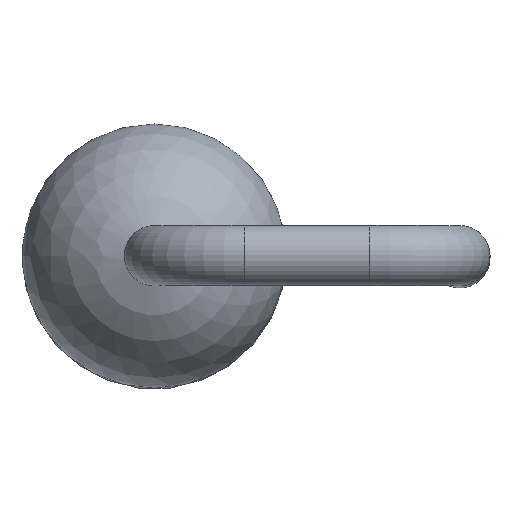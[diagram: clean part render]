
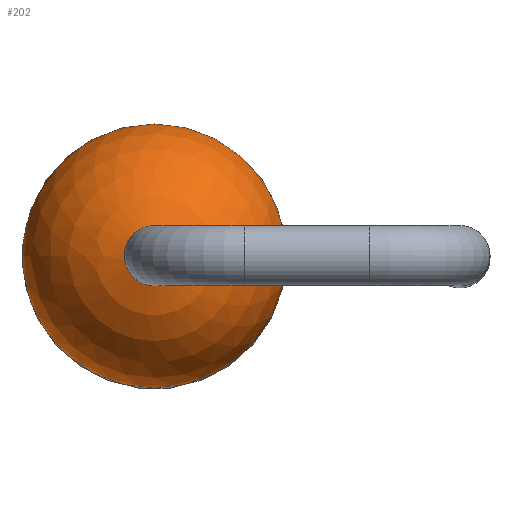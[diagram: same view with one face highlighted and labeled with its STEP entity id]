
A CAD part, top view. The second image highlights one B-rep face of the part: STEP entity #202.
In plain terms, the highlighted spherical face has radius 1.1 mm.
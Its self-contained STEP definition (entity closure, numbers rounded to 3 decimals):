
#17=SPHERICAL_SURFACE('',#239,1.1);
#37=FACE_OUTER_BOUND('',#50,.T.);
#50=EDGE_LOOP('',(#149,#150,#151,#152,#153));
#66=CIRCLE('',#236,1.047);
#68=CIRCLE('',#238,1.047);
#69=CIRCLE('',#240,0.25);
#70=CIRCLE('',#241,1.1);
#88=VERTEX_POINT('',#361);
#89=VERTEX_POINT('',#362);
#90=VERTEX_POINT('',#367);
#109=EDGE_CURVE('',#88,#89,#66,.T.);
#111=EDGE_CURVE('',#89,#88,#68,.T.);
#112=EDGE_CURVE('',#90,#90,#69,.T.);
#113=EDGE_CURVE('',#90,#88,#70,.T.);
#149=ORIENTED_EDGE('',*,*,#112,.T.);
#150=ORIENTED_EDGE('',*,*,#113,.T.);
#151=ORIENTED_EDGE('',*,*,#111,.F.);
#152=ORIENTED_EDGE('',*,*,#109,.F.);
#153=ORIENTED_EDGE('',*,*,#113,.F.);
#202=ADVANCED_FACE('',(#37),#17,.T.);
#236=AXIS2_PLACEMENT_3D('',#363,#287,#288);
#238=AXIS2_PLACEMENT_3D('',#365,#291,#292);
#239=AXIS2_PLACEMENT_3D('',#366,#293,#294);
#240=AXIS2_PLACEMENT_3D('',#368,#295,#296);
#241=AXIS2_PLACEMENT_3D('',#369,#297,#298);
#287=DIRECTION('center_axis',(0.,0.,-1.));
#288=DIRECTION('ref_axis',(1.,0.,0.));
#291=DIRECTION('center_axis',(0.,0.,-1.));
#292=DIRECTION('ref_axis',(1.,0.,0.));
#293=DIRECTION('center_axis',(0.,0.,1.));
#294=DIRECTION('ref_axis',(1.,0.,0.));
#295=DIRECTION('center_axis',(0.,0.,-1.));
#296=DIRECTION('ref_axis',(1.,0.,0.));
#297=DIRECTION('center_axis',(0.,-1.,0.));
#298=DIRECTION('ref_axis',(-1.,0.,0.));
#361=CARTESIAN_POINT('',(-1.047,0.,6.062));
#362=CARTESIAN_POINT('',(1.047,0.,6.062));
#363=CARTESIAN_POINT('Origin',(0.,0.,6.062));
#365=CARTESIAN_POINT('Origin',(0.,0.,6.062));
#366=CARTESIAN_POINT('Origin',(0.,0.,6.4));
#367=CARTESIAN_POINT('',(-0.25,0.,7.471));
#368=CARTESIAN_POINT('Origin',(0.,0.,7.471));
#369=CARTESIAN_POINT('Origin',(0.,0.,6.4));
